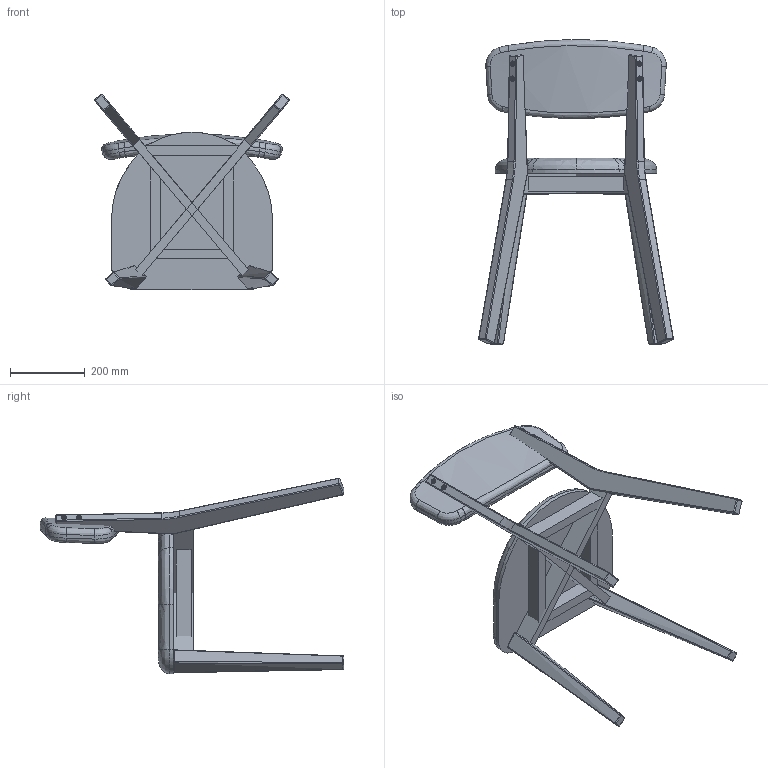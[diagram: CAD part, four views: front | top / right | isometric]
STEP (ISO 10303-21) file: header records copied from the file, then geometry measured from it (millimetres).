
FILE_DESCRIPTION (( 'STEP AP203' ), '1' );
FILE_NAME ('Stool_v2.STEP', '2025-09-17T08:40:56', ( '' ), ( '' ), 'SwSTEP 2.0', 'SolidWorks 2025', '' );
FILE_SCHEMA (( 'CONFIG_CONTROL_DESIGN' ));
Length unit declared in the file: inch
Products named in the file (3): Stool_Default<As Machined>; socket head cap screw_am_B18.3.1M - 6 x 1.0 x 50 Hex SHCS -- 24NHX; Stool_v2
Assembly tree (5 placements, depth 2):
  Stool_v2
    Stool_Default<As Machined>
    socket head cap screw_am_B18.3.1M - 6 x 1.0 x 50 Hex SHCS -- 24NHX  x4
Bounding box: 519.57 x 810.6 x 521.28 mm (x, y, z)
Volume: 14492562.8 mm3; surface area: 1194612.8 mm2
Topology: 14 solids, 14 shells, 380 faces, 829 edges, 466 vertices
Faces by surface type: plane 115, cylinder 97, bspline 80, sphere 44, cone 32, torus 12
Entity records: 10914 total; most frequent: CARTESIAN_POINT 4696, ORIENTED_EDGE 1244, DIRECTION 1145, EDGE_CURVE 622, AXIS2_PLACEMENT_3D 464, VERTEX_POINT 355, EDGE_LOOP 317, ADVANCED_FACE 299
